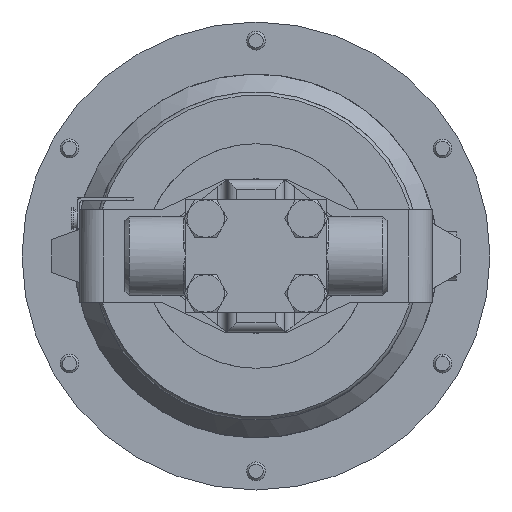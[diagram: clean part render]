
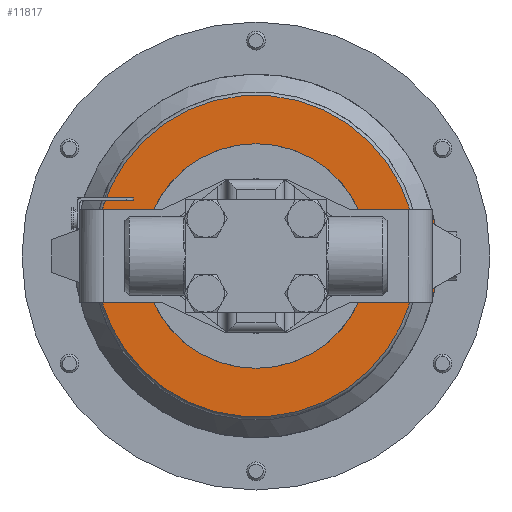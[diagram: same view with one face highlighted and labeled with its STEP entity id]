
A CAD part, front view. The second image highlights one B-rep face of the part: STEP entity #11817.
In plain terms, the highlighted planar face has unit normal (0, -1, 0).
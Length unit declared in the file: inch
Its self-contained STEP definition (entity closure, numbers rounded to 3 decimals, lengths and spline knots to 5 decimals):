
#79 = DIRECTION ( 'NONE',  ( 1., 0., 0. ) ) ;
#469 = ORIENTED_EDGE ( 'NONE', *, *, #11337, .T. ) ;
#971 = ORIENTED_EDGE ( 'NONE', *, *, #19691, .F. ) ;
#1190 = CIRCLE ( 'NONE', #24327, 2.1925 ) ;
#1247 = CIRCLE ( 'NONE', #5685, 2.4285 ) ;
#1912 = DIRECTION ( 'NONE',  ( 1., 0., 0. ) ) ;
#3175 = CARTESIAN_POINT ( 'NONE',  ( 1.3025, 10.12681, 2.48461 ) ) ;
#3668 = LINE ( 'NONE', #21651, #16343 ) ;
#3685 = DIRECTION ( 'NONE',  ( 0., -1., 0. ) ) ;
#4118 = CARTESIAN_POINT ( 'NONE',  ( 1.3025, 10.12681, 2.02461 ) ) ;
#4184 = ORIENTED_EDGE ( 'NONE', *, *, #9986, .T. ) ;
#4345 = CARTESIAN_POINT ( 'NONE',  ( 3.37007, 10.12681, 3.06961 ) ) ;
#4809 = DIRECTION ( 'NONE',  ( -1., 0., 0. ) ) ;
#5392 = AXIS2_PLACEMENT_3D ( 'NONE', #4118, #13719, #30455 ) ;
#5572 = DIRECTION ( 'NONE',  ( 1., 0., 0. ) ) ;
#5653 = CARTESIAN_POINT ( 'NONE',  ( 1.3025, 10.12681, 2.48461 ) ) ;
#5685 = AXIS2_PLACEMENT_3D ( 'NONE', #9048, #25776, #11431 ) ;
#6214 = CARTESIAN_POINT ( 'NONE',  ( -0.76508, 10.12681, 1.89961 ) ) ;
#6372 = CIRCLE ( 'NONE', #19362, 1.5 ) ;
#6557 = CIRCLE ( 'NONE', #13706, 2.4285 ) ;
#7291 = VERTEX_POINT ( 'NONE', #14813 ) ;
#7673 = CARTESIAN_POINT ( 'NONE',  ( 3.37007, 10.12681, 1.89961 ) ) ;
#7980 = EDGE_CURVE ( 'NONE', #11993, #23975, #3668, .T. ) ;
#7983 = AXIS2_PLACEMENT_3D ( 'NONE', #3175, #19882, #5572 ) ;
#8041 = DIRECTION ( 'NONE',  ( 0., 0., 1. ) ) ;
#9048 = CARTESIAN_POINT ( 'NONE',  ( 1.3025, 10.12681, 2.48461 ) ) ;
#9580 = EDGE_CURVE ( 'NONE', #23859, #24174, #13817, .T. ) ;
#9835 = VERTEX_POINT ( 'NONE', #18359 ) ;
#9986 = EDGE_CURVE ( 'NONE', #20709, #20947, #15671, .T. ) ;
#10011 = LINE ( 'NONE', #26341, #22381 ) ;
#10462 = EDGE_LOOP ( 'NONE', ( #469, #18080, #16128, #4184, #18897, #22185, #21831, #12211, #22686 ) ) ;
#10629 = CIRCLE ( 'NONE', #23164, 1.5 ) ;
#10883 = VERTEX_POINT ( 'NONE', #16751 ) ;
#11294 = PLANE ( 'NONE',  #5392 ) ;
#11337 = EDGE_CURVE ( 'NONE', #18916, #11993, #20110, .T. ) ;
#11431 = DIRECTION ( 'NONE',  ( 1., 0., 0. ) ) ;
#11817 = ADVANCED_FACE ( 'NONE', ( #18966, #30927 ), #11294, .F. ) ;
#11993 = VERTEX_POINT ( 'NONE', #19266 ) ;
#12178 = EDGE_CURVE ( 'NONE', #20947, #23859, #27196, .T. ) ;
#12211 = ORIENTED_EDGE ( 'NONE', *, *, #30469, .T. ) ;
#12275 = CARTESIAN_POINT ( 'NONE',  ( 1.3025, 10.12681, 2.48461 ) ) ;
#12986 = CARTESIAN_POINT ( 'NONE',  ( 1.3025, 10.12681, 3.98461 ) ) ;
#13430 = EDGE_CURVE ( 'NONE', #9835, #15579, #6372, .T. ) ;
#13701 = CARTESIAN_POINT ( 'NONE',  ( -0.81052, 10.12681, 3.06961 ) ) ;
#13706 = AXIS2_PLACEMENT_3D ( 'NONE', #28058, #13741, #30491 ) ;
#13719 = DIRECTION ( 'NONE',  ( 0., 1., 0. ) ) ;
#13741 = DIRECTION ( 'NONE',  ( 0., -1., 0. ) ) ;
#13817 = LINE ( 'NONE', #26328, #20933 ) ;
#14701 = DIRECTION ( 'NONE',  ( 0., 0., 1. ) ) ;
#14813 = CARTESIAN_POINT ( 'NONE',  ( 3.731, 10.12681, 2.48461 ) ) ;
#15579 = VERTEX_POINT ( 'NONE', #12986 ) ;
#15671 = LINE ( 'NONE', #28695, #30255 ) ;
#16051 = EDGE_CURVE ( 'NONE', #23975, #20709, #1190, .T. ) ;
#16128 = ORIENTED_EDGE ( 'NONE', *, *, #16051, .T. ) ;
#16195 = DIRECTION ( 'NONE',  ( 0., -1., 0. ) ) ;
#16343 = VECTOR ( 'NONE', #23964, 39.37008 ) ;
#16751 = CARTESIAN_POINT ( 'NONE',  ( 3.65948, 10.12681, 3.06961 ) ) ;
#16788 = DIRECTION ( 'NONE',  ( 1., 0., 0. ) ) ;
#17843 = ORIENTED_EDGE ( 'NONE', *, *, #13430, .F. ) ;
#17992 = CARTESIAN_POINT ( 'NONE',  ( 1.3025, 10.12681, 2.48461 ) ) ;
#18080 = ORIENTED_EDGE ( 'NONE', *, *, #7980, .T. ) ;
#18359 = CARTESIAN_POINT ( 'NONE',  ( 1.3025, 10.12681, 0.98461 ) ) ;
#18897 = ORIENTED_EDGE ( 'NONE', *, *, #12178, .T. ) ;
#18916 = VERTEX_POINT ( 'NONE', #4345 ) ;
#18966 = FACE_BOUND ( 'NONE', #30186, .T. ) ;
#19266 = CARTESIAN_POINT ( 'NONE',  ( -0.76508, 10.12681, 3.06961 ) ) ;
#19362 = AXIS2_PLACEMENT_3D ( 'NONE', #12275, #29016, #14701 ) ;
#19691 = EDGE_CURVE ( 'NONE', #15579, #9835, #10629, .T. ) ;
#19882 = DIRECTION ( 'NONE',  ( 0., -1., 0. ) ) ;
#20110 = CIRCLE ( 'NONE', #29494, 2.14874 ) ;
#20396 = DIRECTION ( 'NONE',  ( 1., 0., 0. ) ) ;
#20709 = VERTEX_POINT ( 'NONE', #26407 ) ;
#20933 = VECTOR ( 'NONE', #16788, 39.37008 ) ;
#20947 = VERTEX_POINT ( 'NONE', #6214 ) ;
#21651 = CARTESIAN_POINT ( 'NONE',  ( -0.81052, 10.12681, 3.06961 ) ) ;
#21831 = ORIENTED_EDGE ( 'NONE', *, *, #27635, .T. ) ;
#22185 = ORIENTED_EDGE ( 'NONE', *, *, #9580, .T. ) ;
#22249 = EDGE_CURVE ( 'NONE', #10883, #18916, #10011, .T. ) ;
#22377 = DIRECTION ( 'NONE',  ( 0., -1., 0. ) ) ;
#22381 = VECTOR ( 'NONE', #4809, 39.37008 ) ;
#22686 = ORIENTED_EDGE ( 'NONE', *, *, #22249, .T. ) ;
#23164 = AXIS2_PLACEMENT_3D ( 'NONE', #5653, #22377, #8041 ) ;
#23859 = VERTEX_POINT ( 'NONE', #7673 ) ;
#23964 = DIRECTION ( 'NONE',  ( -1., 0., 0. ) ) ;
#23975 = VERTEX_POINT ( 'NONE', #13701 ) ;
#24066 = CARTESIAN_POINT ( 'NONE',  ( 3.65948, 10.12681, 1.89961 ) ) ;
#24174 = VERTEX_POINT ( 'NONE', #24066 ) ;
#24327 = AXIS2_PLACEMENT_3D ( 'NONE', #30532, #16195, #1912 ) ;
#25776 = DIRECTION ( 'NONE',  ( 0., -1., 0. ) ) ;
#26328 = CARTESIAN_POINT ( 'NONE',  ( -0.81052, 10.12681, 1.89961 ) ) ;
#26341 = CARTESIAN_POINT ( 'NONE',  ( -0.81052, 10.12681, 3.06961 ) ) ;
#26407 = CARTESIAN_POINT ( 'NONE',  ( -0.81052, 10.12681, 1.89961 ) ) ;
#27196 = CIRCLE ( 'NONE', #7983, 2.14874 ) ;
#27635 = EDGE_CURVE ( 'NONE', #24174, #7291, #1247, .T. ) ;
#28058 = CARTESIAN_POINT ( 'NONE',  ( 1.3025, 10.12681, 2.48461 ) ) ;
#28695 = CARTESIAN_POINT ( 'NONE',  ( -0.81052, 10.12681, 1.89961 ) ) ;
#29016 = DIRECTION ( 'NONE',  ( 0., -1., 0. ) ) ;
#29494 = AXIS2_PLACEMENT_3D ( 'NONE', #17992, #3685, #20396 ) ;
#30186 = EDGE_LOOP ( 'NONE', ( #17843, #971 ) ) ;
#30255 = VECTOR ( 'NONE', #79, 39.37008 ) ;
#30455 = DIRECTION ( 'NONE',  ( 1., 0., 0. ) ) ;
#30469 = EDGE_CURVE ( 'NONE', #7291, #10883, #6557, .T. ) ;
#30491 = DIRECTION ( 'NONE',  ( 1., 0., 0. ) ) ;
#30532 = CARTESIAN_POINT ( 'NONE',  ( 1.3025, 10.12681, 2.48461 ) ) ;
#30927 = FACE_OUTER_BOUND ( 'NONE', #10462, .T. ) ;
